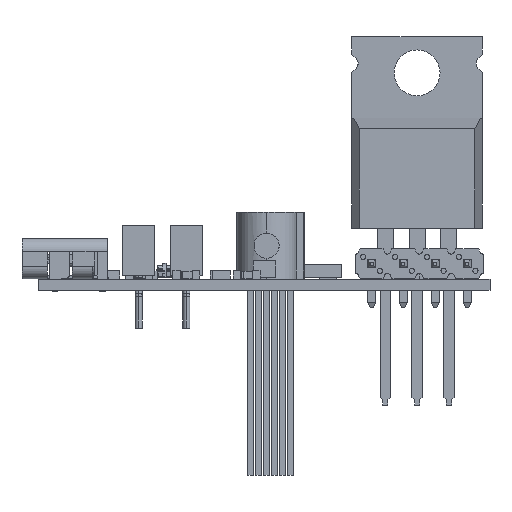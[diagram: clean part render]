
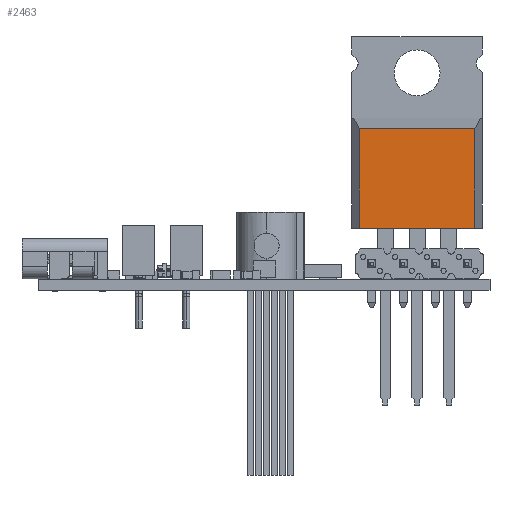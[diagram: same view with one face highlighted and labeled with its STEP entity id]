
A CAD part, front view. The second image highlights one B-rep face of the part: STEP entity #2463.
In plain terms, the highlighted face is planar.
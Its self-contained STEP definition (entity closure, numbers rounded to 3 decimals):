
#2463 = ADVANCED_FACE('',(#2464),#2498,.F.);
#2464 = FACE_BOUND('',#2465,.T.);
#2465 = EDGE_LOOP('',(#2466,#2476,#2484,#2492));
#2466 = ORIENTED_EDGE('',*,*,#2467,.F.);
#2467 = EDGE_CURVE('',#2468,#2470,#2472,.T.);
#2468 = VERTEX_POINT('',#2469);
#2469 = CARTESIAN_POINT('',(-2.071,4.064,1.41));
#2470 = VERTEX_POINT('',#2471);
#2471 = CARTESIAN_POINT('',(-2.071,11.976,1.41));
#2472 = LINE('',#2473,#2474);
#2473 = CARTESIAN_POINT('',(-2.071,11.976,1.41));
#2474 = VECTOR('',#2475,1.);
#2475 = DIRECTION('',(0.,1.,0.));
#2476 = ORIENTED_EDGE('',*,*,#2477,.F.);
#2477 = EDGE_CURVE('',#2478,#2468,#2480,.T.);
#2478 = VERTEX_POINT('',#2479);
#2479 = CARTESIAN_POINT('',(7.151,4.064,1.41));
#2480 = LINE('',#2481,#2482);
#2481 = CARTESIAN_POINT('',(7.747,4.064,1.41));
#2482 = VECTOR('',#2483,1.);
#2483 = DIRECTION('',(-1.,0.,-0.));
#2484 = ORIENTED_EDGE('',*,*,#2485,.F.);
#2485 = EDGE_CURVE('',#2486,#2478,#2488,.T.);
#2486 = VERTEX_POINT('',#2487);
#2487 = CARTESIAN_POINT('',(7.151,11.976,1.41));
#2488 = LINE('',#2489,#2490);
#2489 = CARTESIAN_POINT('',(7.151,11.976,1.41));
#2490 = VECTOR('',#2491,1.);
#2491 = DIRECTION('',(-0.,-1.,0.));
#2492 = ORIENTED_EDGE('',*,*,#2493,.F.);
#2493 = EDGE_CURVE('',#2470,#2486,#2494,.T.);
#2494 = LINE('',#2495,#2496);
#2495 = CARTESIAN_POINT('',(7.747,11.976,1.41));
#2496 = VECTOR('',#2497,1.);
#2497 = DIRECTION('',(1.,-0.,0.));
#2498 = PLANE('',#2499);
#2499 = AXIS2_PLACEMENT_3D('',#2500,#2501,#2502);
#2500 = CARTESIAN_POINT('',(7.747,11.976,1.41));
#2501 = DIRECTION('',(0.,0.,-1.));
#2502 = DIRECTION('',(0.,1.,0.));
